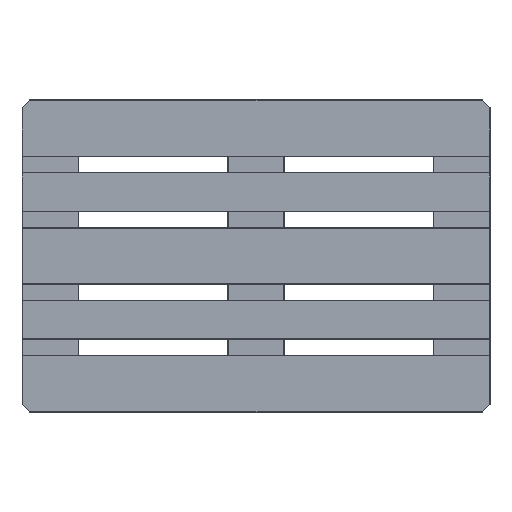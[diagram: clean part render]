
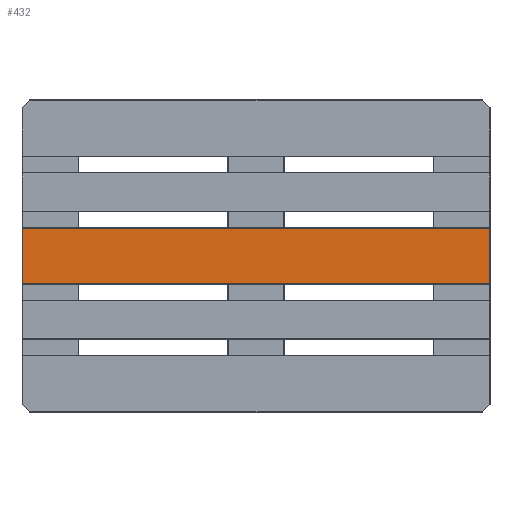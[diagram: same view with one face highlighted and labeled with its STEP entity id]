
A CAD part, top view. The second image highlights one B-rep face of the part: STEP entity #432.
In plain terms, the highlighted planar face has unit normal (0, 0, 1).
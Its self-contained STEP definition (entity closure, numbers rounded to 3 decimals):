
#432=ADVANCED_FACE('',(#1048),#7596,.T.);
#1048=FACE_OUTER_BOUND('',#1664,.T.);
#1664=EDGE_LOOP('',(#2821,#2822,#2823,#2824));
#2821=ORIENTED_EDGE('',*,*,#4765,.T.);
#2822=ORIENTED_EDGE('',*,*,#4768,.T.);
#2823=ORIENTED_EDGE('',*,*,#4766,.T.);
#2824=ORIENTED_EDGE('',*,*,#4767,.T.);
#4765=EDGE_CURVE('',#6889,#6890,#5917,.T.);
#4766=EDGE_CURVE('',#6891,#6892,#5918,.T.);
#4767=EDGE_CURVE('',#6892,#6889,#5919,.T.);
#4768=EDGE_CURVE('',#6890,#6891,#5920,.T.);
#5917=B_SPLINE_CURVE_WITH_KNOTS('',1,(#10143,#10144),.UNSPECIFIED.,.F.,
 .F.,(2,2),(1.,144.),.UNSPECIFIED.);
#5918=B_SPLINE_CURVE_WITH_KNOTS('',1,(#10145,#10146),.UNSPECIFIED.,.F.,
 .F.,(2,2),(1.,144.),.UNSPECIFIED.);
#5919=B_SPLINE_CURVE_WITH_KNOTS('',1,(#10147,#10148),.UNSPECIFIED.,.F.,
 .F.,(2,2),(1.,1199.),.UNSPECIFIED.);
#5920=B_SPLINE_CURVE_WITH_KNOTS('',1,(#10149,#10150),.UNSPECIFIED.,.F.,
 .F.,(2,2),(1.,1199.),.UNSPECIFIED.);
#6889=VERTEX_POINT('',#10099);
#6890=VERTEX_POINT('',#10100);
#6891=VERTEX_POINT('',#10101);
#6892=VERTEX_POINT('',#10102);
#7596=PLANE('',#8040);
#8040=AXIS2_PLACEMENT_3D('',#10034,#8467,$);
#8467=DIRECTION('',(0.,0.,1.));
#10034=CARTESIAN_POINT('',(0.,-72.5,144.));
#10099=CARTESIAN_POINT('',(1199.,-71.5,144.));
#10100=CARTESIAN_POINT('',(1199.,71.5,144.));
#10101=CARTESIAN_POINT('',(1.,71.5,144.));
#10102=CARTESIAN_POINT('',(1.,-71.5,144.));
#10143=CARTESIAN_POINT('',(1199.,-71.5,144.));
#10144=CARTESIAN_POINT('',(1199.,71.5,144.));
#10145=CARTESIAN_POINT('',(1.,71.5,144.));
#10146=CARTESIAN_POINT('',(1.,-71.5,144.));
#10147=CARTESIAN_POINT('',(1.,-71.5,144.));
#10148=CARTESIAN_POINT('',(1199.,-71.5,144.));
#10149=CARTESIAN_POINT('',(1199.,71.5,144.));
#10150=CARTESIAN_POINT('',(1.,71.5,144.));
